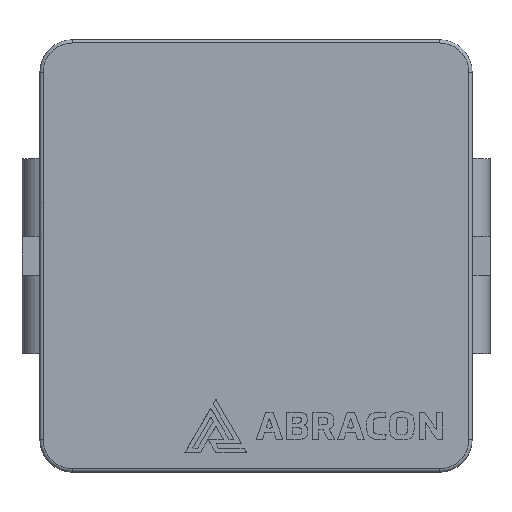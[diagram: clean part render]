
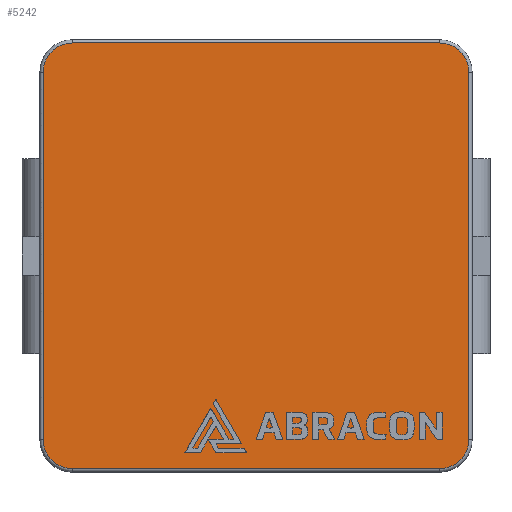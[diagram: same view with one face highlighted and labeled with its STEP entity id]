
A CAD part, top view. The second image highlights one B-rep face of the part: STEP entity #5242.
In plain terms, the highlighted planar face has unit normal (0, 0, 1).
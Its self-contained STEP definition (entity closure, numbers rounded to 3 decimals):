
#105=PLANE('',#5743);
#610=FACE_OUTER_BOUND('',#920,.T.);
#920=EDGE_LOOP('',(#3815,#3816,#3817,#3818,#3819,#3820,#3821,#3822));
#1237=LINE('',#7522,#1707);
#1239=LINE('',#7534,#1709);
#1240=LINE('',#7543,#1710);
#1241=LINE('',#7549,#1711);
#1707=VECTOR('',#6264,10.);
#1709=VECTOR('',#6278,10.);
#1710=VECTOR('',#6291,10.);
#1711=VECTOR('',#6300,10.);
#2194=CIRCLE('',#5723,0.45);
#2199=CIRCLE('',#5730,0.45);
#2203=CIRCLE('',#5736,0.45);
#2206=CIRCLE('',#5741,0.45);
#2312=VERTEX_POINT('',#7512);
#2313=VERTEX_POINT('',#7514);
#2314=VERTEX_POINT('',#7518);
#2316=VERTEX_POINT('',#7524);
#2318=VERTEX_POINT('',#7530);
#2320=VERTEX_POINT('',#7536);
#2321=VERTEX_POINT('',#7541);
#2322=VERTEX_POINT('',#7545);
#2879=EDGE_CURVE('',#2312,#2313,#2194,.T.);
#2883=EDGE_CURVE('',#2313,#2314,#1237,.T.);
#2886=EDGE_CURVE('',#2314,#2316,#2199,.T.);
#2889=EDGE_CURVE('',#2316,#2318,#1239,.T.);
#2892=EDGE_CURVE('',#2318,#2320,#2203,.T.);
#2894=EDGE_CURVE('',#2320,#2321,#1240,.T.);
#2896=EDGE_CURVE('',#2321,#2322,#2206,.T.);
#2897=EDGE_CURVE('',#2322,#2312,#1241,.T.);
#3815=ORIENTED_EDGE('',*,*,#2879,.F.);
#3816=ORIENTED_EDGE('',*,*,#2897,.F.);
#3817=ORIENTED_EDGE('',*,*,#2896,.F.);
#3818=ORIENTED_EDGE('',*,*,#2894,.F.);
#3819=ORIENTED_EDGE('',*,*,#2892,.F.);
#3820=ORIENTED_EDGE('',*,*,#2889,.F.);
#3821=ORIENTED_EDGE('',*,*,#2886,.F.);
#3822=ORIENTED_EDGE('',*,*,#2883,.F.);
#5242=ADVANCED_FACE('',(#610),#105,.T.);
#5723=AXIS2_PLACEMENT_3D('',#7515,#6255,#6256);
#5730=AXIS2_PLACEMENT_3D('',#7528,#6271,#6272);
#5736=AXIS2_PLACEMENT_3D('',#7539,#6285,#6286);
#5741=AXIS2_PLACEMENT_3D('',#7547,#6296,#6297);
#5743=AXIS2_PLACEMENT_3D('',#7550,#6301,#6302);
#6255=DIRECTION('center_axis',(0.,0.,-1.));
#6256=DIRECTION('ref_axis',(-0.707,-0.707,0.));
#6264=DIRECTION('',(0.,1.,0.));
#6271=DIRECTION('center_axis',(0.,0.,-1.));
#6272=DIRECTION('ref_axis',(-0.707,0.707,0.));
#6278=DIRECTION('',(1.,0.,0.));
#6285=DIRECTION('center_axis',(0.,0.,-1.));
#6286=DIRECTION('ref_axis',(0.707,0.707,0.));
#6291=DIRECTION('',(0.,-1.,0.));
#6296=DIRECTION('center_axis',(0.,0.,-1.));
#6297=DIRECTION('ref_axis',(0.707,-0.707,0.));
#6300=DIRECTION('',(-1.,0.,0.));
#6301=DIRECTION('center_axis',(0.,0.,1.));
#6302=DIRECTION('ref_axis',(1.,0.,0.));
#7512=CARTESIAN_POINT('',(-2.825,-3.275,3.));
#7514=CARTESIAN_POINT('',(-3.275,-2.825,3.));
#7515=CARTESIAN_POINT('Origin',(-2.825,-2.825,3.));
#7518=CARTESIAN_POINT('',(-3.275,2.825,3.));
#7522=CARTESIAN_POINT('',(-3.275,1.663,3.));
#7524=CARTESIAN_POINT('',(-2.825,3.275,3.));
#7528=CARTESIAN_POINT('Origin',(-2.825,2.825,3.));
#7530=CARTESIAN_POINT('',(2.825,3.275,3.));
#7534=CARTESIAN_POINT('',(1.663,3.275,3.));
#7536=CARTESIAN_POINT('',(3.275,2.825,3.));
#7539=CARTESIAN_POINT('Origin',(2.825,2.825,3.));
#7541=CARTESIAN_POINT('',(3.275,-2.825,3.));
#7543=CARTESIAN_POINT('',(3.275,-1.663,3.));
#7545=CARTESIAN_POINT('',(2.825,-3.275,3.));
#7547=CARTESIAN_POINT('Origin',(2.825,-2.825,3.));
#7549=CARTESIAN_POINT('',(-1.663,-3.275,3.));
#7550=CARTESIAN_POINT('Origin',(0.,0.,3.));
